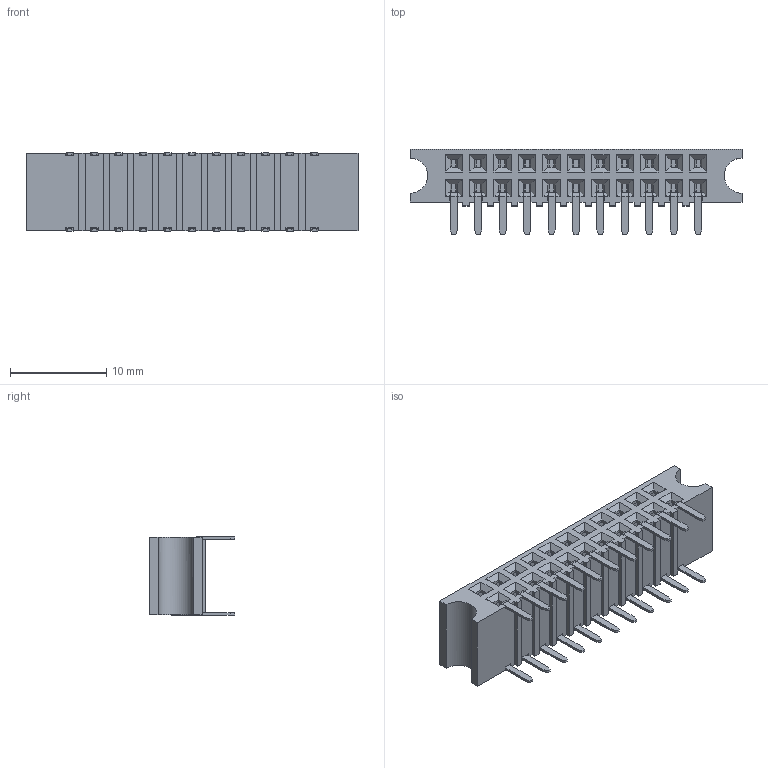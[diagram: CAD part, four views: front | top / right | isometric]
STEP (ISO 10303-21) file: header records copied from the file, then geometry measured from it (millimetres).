
FILE_DESCRIPTION( ('This file contains a STEP AP42 implementation' ,'as created by ZW3D STEP Interface translator.') ,'2;1' );
FILE_NAME( '2159A-2XXRXXCUNX1.stp' ,'23 5 5.102126', (''), ('ZWCAD Software Co.'), 'Version 1.0', 'ZW3D to STEP translator', '' );
FILE_SCHEMA(('AUTOMOTIVE_DESIGN { 1 0 10303 214 1 1 1 1 }'));
Length unit declared in the file: millimetre
Products named in the file (2): 0; 2159A-220RXXCUNX1
Bounding box: 34.49 x 8.9 x 8.12 mm (x, y, z)
Volume: 1241.4 mm3; surface area: 2512.8 mm2
Topology: 1 solids, 1 shells, 1721 faces, 4954 edges, 3220 vertices
Faces by surface type: plane 1147, cylinder 352, bspline 222
Entity records: 75775 total; most frequent: CARTESIAN_POINT 38210, ORIENTED_EDGE 9908, EDGE_CURVE 4954, B_SPLINE_CURVE_WITH_KNOTS 4250, DIRECTION 3792, VERTEX_POINT 3220, EDGE_LOOP 1772, FACE_OUTER_BOUND 1721
